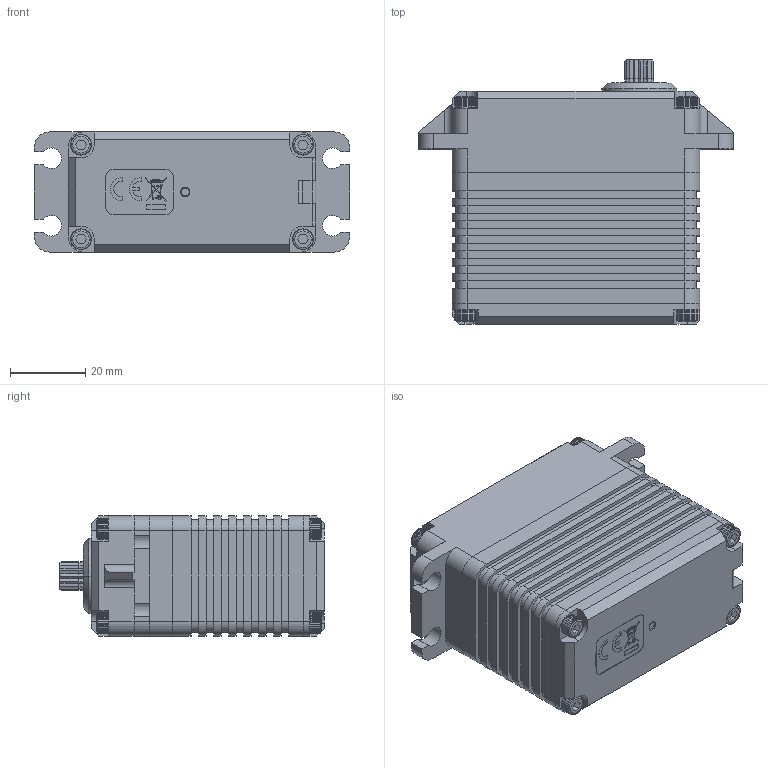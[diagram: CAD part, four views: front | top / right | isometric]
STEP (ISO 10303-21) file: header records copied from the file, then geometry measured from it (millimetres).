
FILE_DESCRIPTION((''),'2;1');
FILE_NAME('22XXX_D840_S_ASM','2017-08-30T',('servo-csw'),(''),'CREO PARAMETRIC BY PTC INC, 2014440','CREO PARAMETRIC BY PTC INC, 2014440','');
FILE_SCHEMA(('CONFIG_CONTROL_DESIGN'));
Products named in the file (8): 120101030085_PBT30_D840L; SUM24L_840SG5; 120212000446_D840SG5_ASM; 120101020094_AL6063_D840HT_S; 120101010118_PBT30_D840T-S; 120201000145_SUS_HSH_M3XL25; 120201000070_SUS_HSH_M3XL10; 22XXX_D840_S_ASM
Assembly tree (13 placements, depth 3):
  22XXX_D840_S_ASM
    120101030085_PBT30_D840L
    120212000446_D840SG5_ASM
      SUM24L_840SG5
    120101020094_AL6063_D840HT_S
    120101010118_PBT30_D840T-S
    120201000145_SUS_HSH_M3XL25  x4
    120201000070_SUS_HSH_M3XL10  x4
Bounding box: 84 x 70.5 x 32 mm (x, y, z)
Volume: 125139.2 mm3; surface area: 34528.3 mm2
Topology: 12 solids, 12 shells, 2165 faces, 6090 edges, 4005 vertices
Faces by surface type: plane 1163, cylinder 803, cone 99, bspline 92, torus 8
Entity records: 60816 total; most frequent: CARTESIAN_POINT 15758, ORIENTED_EDGE 6508, DIRECTION 5839, PRESENTATION_STYLE_ASSIGNMENT 3929, STYLED_ITEM 3859, CURVE_STYLE 3254, EDGE_CURVE 3254, VECTOR 2179
